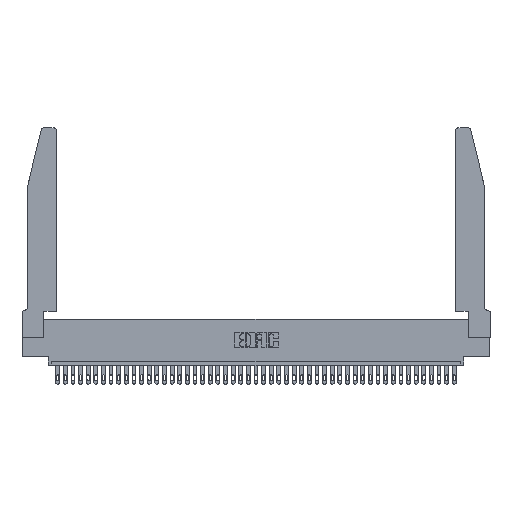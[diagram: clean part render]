
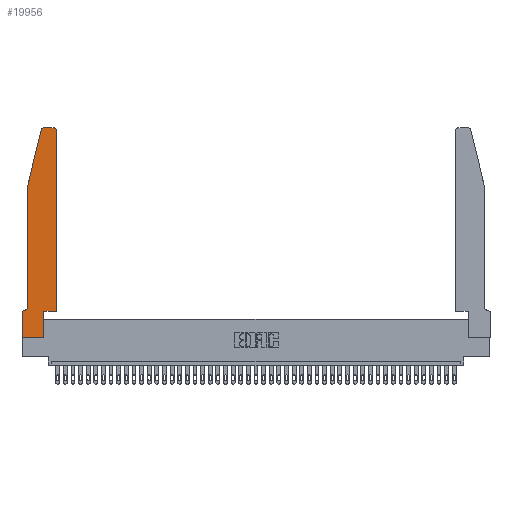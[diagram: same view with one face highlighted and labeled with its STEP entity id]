
A CAD part, top view. The second image highlights one B-rep face of the part: STEP entity #19956.
In plain terms, the highlighted planar face has unit normal (0, 0, 1).
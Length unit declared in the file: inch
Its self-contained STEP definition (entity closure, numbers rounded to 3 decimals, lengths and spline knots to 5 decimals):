
#316 = CARTESIAN_POINT ( 'NONE',  ( 0.4205, 2.72, 0.37 ) ) ;
#754 = LINE ( 'NONE', #39968, #34164 ) ;
#808 = CARTESIAN_POINT ( 'NONE',  ( 0.2865, 0.35, 0.37 ) ) ;
#1152 = LINE ( 'NONE', #24703, #32468 ) ;
#3047 = AXIS2_PLACEMENT_3D ( 'NONE', #40769, #7655, #20761 ) ;
#3087 = DIRECTION ( 'NONE',  ( 0., -1., 0. ) ) ;
#3698 = AXIS2_PLACEMENT_3D ( 'NONE', #316, #20449, #40610 ) ;
#5177 = VERTEX_POINT ( 'NONE', #26728 ) ;
#6518 = VERTEX_POINT ( 'NONE', #34126 ) ;
#7524 = EDGE_CURVE ( 'NONE', #9349, #30886, #23742, .T. ) ;
#7547 = VERTEX_POINT ( 'NONE', #41091 ) ;
#7655 = DIRECTION ( 'NONE',  ( 0., 0., -1. ) ) ;
#8282 = VECTOR ( 'NONE', #3087, 39.37008 ) ;
#8320 = EDGE_CURVE ( 'NONE', #5177, #35415, #10066, .T. ) ;
#9349 = VERTEX_POINT ( 'NONE', #40922 ) ;
#9489 = EDGE_CURVE ( 'NONE', #20571, #27212, #38239, .T. ) ;
#10054 = ORIENTED_EDGE ( 'NONE', *, *, #25761, .T. ) ;
#10066 = LINE ( 'NONE', #25442, #36677 ) ;
#10459 = CARTESIAN_POINT ( 'NONE',  ( 0.2865, 0.35, 0.37 ) ) ;
#10570 = EDGE_CURVE ( 'NONE', #30886, #7547, #15101, .T. ) ;
#11232 = EDGE_CURVE ( 'NONE', #7547, #37456, #13503, .T. ) ;
#11398 = VERTEX_POINT ( 'NONE', #29692 ) ;
#12078 = CARTESIAN_POINT ( 'NONE',  ( 0.0055, 0.35, 0.37 ) ) ;
#12343 = DIRECTION ( 'NONE',  ( 1., 0., 0. ) ) ;
#12848 = VERTEX_POINT ( 'NONE', #36466 ) ;
#13004 = VECTOR ( 'NONE', #38917, 39.37008 ) ;
#13316 = DIRECTION ( 'NONE',  ( 1., 0., 0. ) ) ;
#13503 = LINE ( 'NONE', #27988, #13004 ) ;
#14186 = ORIENTED_EDGE ( 'NONE', *, *, #22477, .T. ) ;
#14543 = CARTESIAN_POINT ( 'NONE',  ( 0., 0.35, 0.37 ) ) ;
#14868 = VECTOR ( 'NONE', #33674, 39.37008 ) ;
#15101 = LINE ( 'NONE', #37963, #37051 ) ;
#15372 = AXIS2_PLACEMENT_3D ( 'NONE', #21906, #28637, #41925 ) ;
#15734 = EDGE_LOOP ( 'NONE', ( #37042, #14186, #28525, #28316, #30720, #10054, #25566, #22644, #26090, #32326, #32723, #31969 ) ) ;
#17381 = DIRECTION ( 'NONE',  ( -1., 0., 0. ) ) ;
#19135 = DIRECTION ( 'NONE',  ( 0., -1., 0. ) ) ;
#19394 = CARTESIAN_POINT ( 'NONE',  ( 0.4505, 2.72, 0.37 ) ) ;
#19710 = CARTESIAN_POINT ( 'NONE',  ( 0., 0., 0.37 ) ) ;
#19956 = ADVANCED_FACE ( 'NONE', ( #34696 ), #24475, .T. ) ;
#20449 = DIRECTION ( 'NONE',  ( 0., 0., 1. ) ) ;
#20571 = VERTEX_POINT ( 'NONE', #28628 ) ;
#20761 = DIRECTION ( 'NONE',  ( -1., 0., 0. ) ) ;
#21906 = CARTESIAN_POINT ( 'NONE',  ( 0.284, 2.72, 0.37 ) ) ;
#22217 = CIRCLE ( 'NONE', #3047, 0.07 ) ;
#22477 = EDGE_CURVE ( 'NONE', #27212, #6518, #29313, .T. ) ;
#22644 = ORIENTED_EDGE ( 'NONE', *, *, #27401, .T. ) ;
#23742 = LINE ( 'NONE', #808, #42523 ) ;
#24475 = PLANE ( 'NONE',  #39952 ) ;
#24703 = CARTESIAN_POINT ( 'NONE',  ( 0., 0., 0.37 ) ) ;
#25442 = CARTESIAN_POINT ( 'NONE',  ( 0.0755, 2., 0.37 ) ) ;
#25566 = ORIENTED_EDGE ( 'NONE', *, *, #35952, .T. ) ;
#25735 = EDGE_CURVE ( 'NONE', #6518, #5177, #754, .T. ) ;
#25761 = EDGE_CURVE ( 'NONE', #28863, #11398, #35220, .T. ) ;
#26090 = ORIENTED_EDGE ( 'NONE', *, *, #7524, .T. ) ;
#26728 = CARTESIAN_POINT ( 'NONE',  ( 0.0755, 2., 0.37 ) ) ;
#27212 = VERTEX_POINT ( 'NONE', #33618 ) ;
#27350 = CARTESIAN_POINT ( 'NONE',  ( 0.0755, 0.42, 0.37 ) ) ;
#27381 = DIRECTION ( 'NONE',  ( 0., 1., 0. ) ) ;
#27401 = EDGE_CURVE ( 'NONE', #12848, #9349, #1152, .T. ) ;
#27988 = CARTESIAN_POINT ( 'NONE',  ( 0.4505, 0.35, 0.37 ) ) ;
#28316 = ORIENTED_EDGE ( 'NONE', *, *, #8320, .T. ) ;
#28525 = ORIENTED_EDGE ( 'NONE', *, *, #25735, .T. ) ;
#28628 = CARTESIAN_POINT ( 'NONE',  ( 0.4205, 2.75, 0.37 ) ) ;
#28637 = DIRECTION ( 'NONE',  ( 0., 0., 1. ) ) ;
#28863 = VERTEX_POINT ( 'NONE', #12078 ) ;
#29313 = CIRCLE ( 'NONE', #15372, 0.03 ) ;
#29346 = VECTOR ( 'NONE', #17381, 39.37008 ) ;
#29692 = CARTESIAN_POINT ( 'NONE',  ( 0., 0.35, 0.37 ) ) ;
#30314 = CARTESIAN_POINT ( 'NONE',  ( 0.0755, 0.35, 0.37 ) ) ;
#30720 = ORIENTED_EDGE ( 'NONE', *, *, #38994, .T. ) ;
#30886 = VERTEX_POINT ( 'NONE', #10459 ) ;
#31272 = EDGE_CURVE ( 'NONE', #37456, #20571, #37926, .T. ) ;
#31969 = ORIENTED_EDGE ( 'NONE', *, *, #31272, .T. ) ;
#32326 = ORIENTED_EDGE ( 'NONE', *, *, #10570, .T. ) ;
#32468 = VECTOR ( 'NONE', #41480, 39.37008 ) ;
#32723 = ORIENTED_EDGE ( 'NONE', *, *, #11232, .T. ) ;
#33383 = DIRECTION ( 'NONE',  ( -0.239, -0.971, 0. ) ) ;
#33618 = CARTESIAN_POINT ( 'NONE',  ( 0.284, 2.75, 0.37 ) ) ;
#33674 = DIRECTION ( 'NONE',  ( -1., 0., 0. ) ) ;
#34126 = CARTESIAN_POINT ( 'NONE',  ( 0.25487, 2.72718, 0.37 ) ) ;
#34164 = VECTOR ( 'NONE', #33383, 39.37008 ) ;
#34696 = FACE_OUTER_BOUND ( 'NONE', #15734, .T. ) ;
#35220 = LINE ( 'NONE', #30314, #14868 ) ;
#35415 = VERTEX_POINT ( 'NONE', #27350 ) ;
#35952 = EDGE_CURVE ( 'NONE', #11398, #12848, #36524, .T. ) ;
#36466 = CARTESIAN_POINT ( 'NONE',  ( 0., 0., 0.37 ) ) ;
#36524 = LINE ( 'NONE', #19710, #8282 ) ;
#36677 = VECTOR ( 'NONE', #19135, 39.37008 ) ;
#37042 = ORIENTED_EDGE ( 'NONE', *, *, #9489, .T. ) ;
#37051 = VECTOR ( 'NONE', #13316, 39.37008 ) ;
#37399 = CARTESIAN_POINT ( 'NONE',  ( 0.2605, 2.75, 0.37 ) ) ;
#37456 = VERTEX_POINT ( 'NONE', #19394 ) ;
#37899 = DIRECTION ( 'NONE',  ( 0., 0., 1. ) ) ;
#37926 = CIRCLE ( 'NONE', #3698, 0.03 ) ;
#37963 = CARTESIAN_POINT ( 'NONE',  ( 0.4505, 0.35, 0.37 ) ) ;
#38239 = LINE ( 'NONE', #37399, #29346 ) ;
#38917 = DIRECTION ( 'NONE',  ( 0., 1., 0. ) ) ;
#38994 = EDGE_CURVE ( 'NONE', #35415, #28863, #22217, .T. ) ;
#39952 = AXIS2_PLACEMENT_3D ( 'NONE', #14543, #37899, #12343 ) ;
#39968 = CARTESIAN_POINT ( 'NONE',  ( 0.0755, 2., 0.37 ) ) ;
#40610 = DIRECTION ( 'NONE',  ( 1., 0., 0. ) ) ;
#40769 = CARTESIAN_POINT ( 'NONE',  ( 0.0055, 0.42, 0.37 ) ) ;
#40922 = CARTESIAN_POINT ( 'NONE',  ( 0.2865, 0., 0.37 ) ) ;
#41091 = CARTESIAN_POINT ( 'NONE',  ( 0.4505, 0.35, 0.37 ) ) ;
#41480 = DIRECTION ( 'NONE',  ( 1., 0., 0. ) ) ;
#41925 = DIRECTION ( 'NONE',  ( 1., 0., 0. ) ) ;
#42523 = VECTOR ( 'NONE', #27381, 39.37008 ) ;
